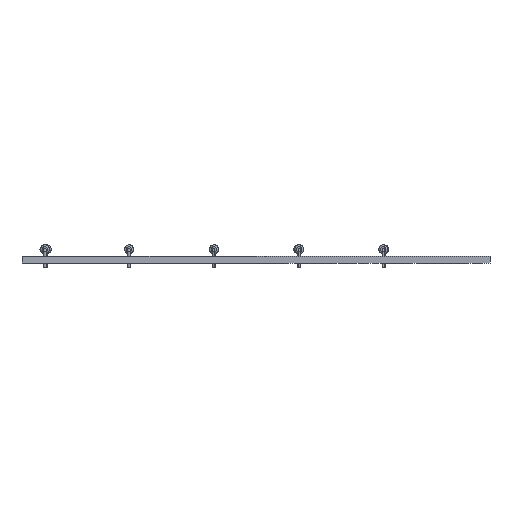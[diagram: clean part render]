
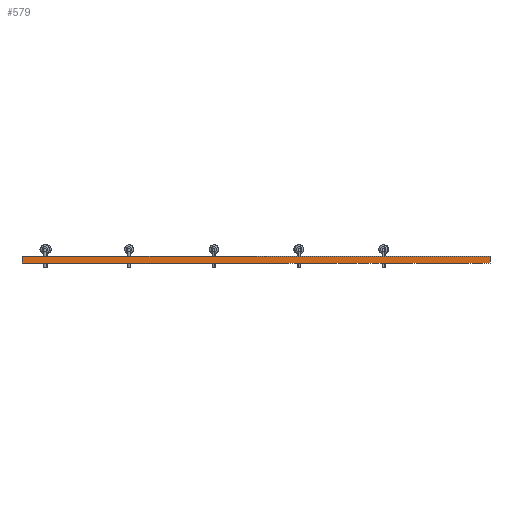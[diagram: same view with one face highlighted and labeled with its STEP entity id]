
A CAD part, front view. The second image highlights one B-rep face of the part: STEP entity #579.
In plain terms, the highlighted planar face has unit normal (0, -1, 0).
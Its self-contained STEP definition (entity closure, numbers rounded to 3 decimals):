
#579 = ADVANCED_FACE('',(#580),#614,.T.);
#580 = FACE_BOUND('',#581,.T.);
#581 = EDGE_LOOP('',(#582,#592,#600,#608));
#582 = ORIENTED_EDGE('',*,*,#583,.T.);
#583 = EDGE_CURVE('',#584,#586,#588,.T.);
#584 = VERTEX_POINT('',#585);
#585 = CARTESIAN_POINT('',(330.2,-288.08,0.));
#586 = VERTEX_POINT('',#587);
#587 = CARTESIAN_POINT('',(330.2,-288.08,1.51));
#588 = LINE('',#589,#590);
#589 = CARTESIAN_POINT('',(330.2,-288.08,0.));
#590 = VECTOR('',#591,1.);
#591 = DIRECTION('',(0.,0.,1.));
#592 = ORIENTED_EDGE('',*,*,#593,.T.);
#593 = EDGE_CURVE('',#586,#594,#596,.T.);
#594 = VERTEX_POINT('',#595);
#595 = CARTESIAN_POINT('',(224.95,-288.08,1.51));
#596 = LINE('',#597,#598);
#597 = CARTESIAN_POINT('',(330.2,-288.08,1.51));
#598 = VECTOR('',#599,1.);
#599 = DIRECTION('',(-1.,0.,0.));
#600 = ORIENTED_EDGE('',*,*,#601,.F.);
#601 = EDGE_CURVE('',#602,#594,#604,.T.);
#602 = VERTEX_POINT('',#603);
#603 = CARTESIAN_POINT('',(224.95,-288.08,0.));
#604 = LINE('',#605,#606);
#605 = CARTESIAN_POINT('',(224.95,-288.08,0.));
#606 = VECTOR('',#607,1.);
#607 = DIRECTION('',(0.,0.,1.));
#608 = ORIENTED_EDGE('',*,*,#609,.F.);
#609 = EDGE_CURVE('',#584,#602,#610,.T.);
#610 = LINE('',#611,#612);
#611 = CARTESIAN_POINT('',(330.2,-288.08,0.));
#612 = VECTOR('',#613,1.);
#613 = DIRECTION('',(-1.,0.,0.));
#614 = PLANE('',#615);
#615 = AXIS2_PLACEMENT_3D('',#616,#617,#618);
#616 = CARTESIAN_POINT('',(330.2,-288.08,0.));
#617 = DIRECTION('',(0.,-1.,0.));
#618 = DIRECTION('',(-1.,0.,0.));
